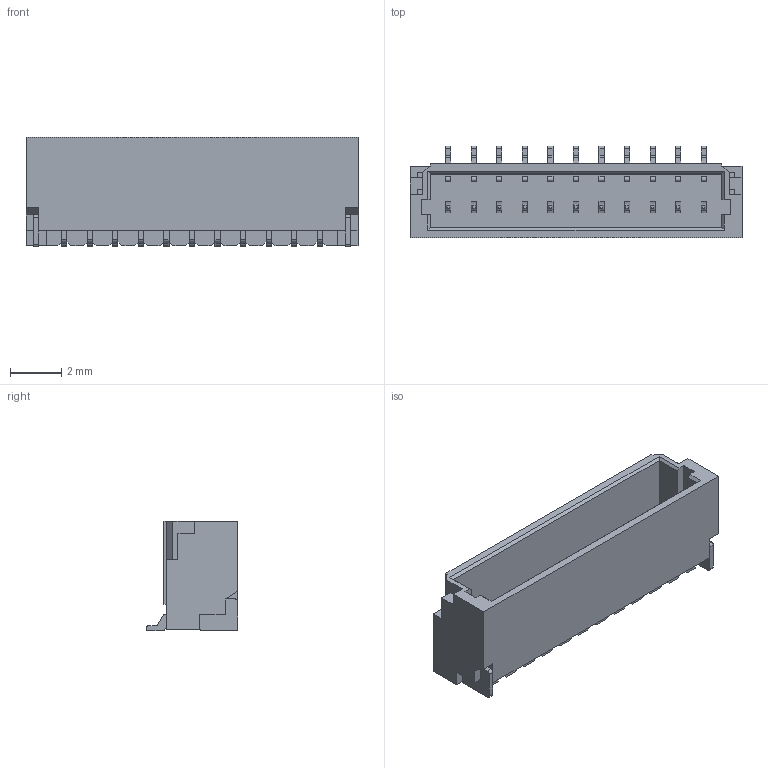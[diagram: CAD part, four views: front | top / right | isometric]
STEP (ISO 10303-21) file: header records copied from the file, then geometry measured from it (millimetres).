
FILE_DESCRIPTION(('STEP AP214'), '1');
FILE_NAME('BMxB-SRSS-TB', '', ('UNSPECIFIED'), ('UNSPECIFIED'), 'ASCON STEP Converter 1.6', 'ASCON Math Kernel', '');
FILE_SCHEMA(('AUTOMOTIVE_DESIGN { 1 0 10303 214 3 1 1}'));
Length unit declared in the file: millimetre
Bounding box: 13 x 3.6 x 4.3 mm (x, y, z)
Volume: 79.3 mm3; surface area: 419.6 mm2
Topology: 14 solids, 14 shells, 524 faces, 1545 edges, 1028 vertices
Faces by surface type: plane 441, cylinder 83
Entity records: 21645 total; most frequent: CARTESIAN_POINT 3098, ORIENTED_EDGE 3090, DIRECTION 2761, EDGE_CURVE 1545, LINE 1379, VECTOR 1379, VERTEX_POINT 1028, AXIS2_PLACEMENT_3D 691
